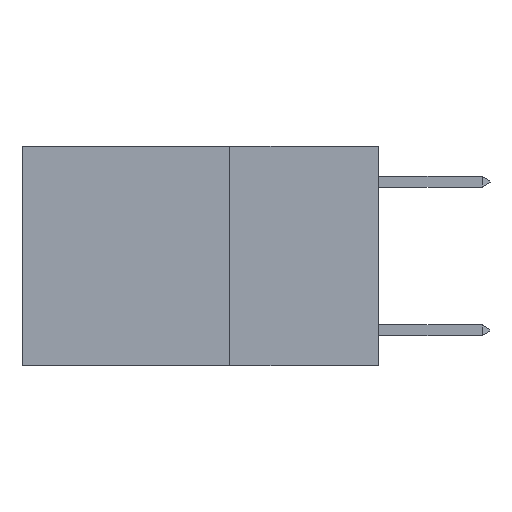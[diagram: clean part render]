
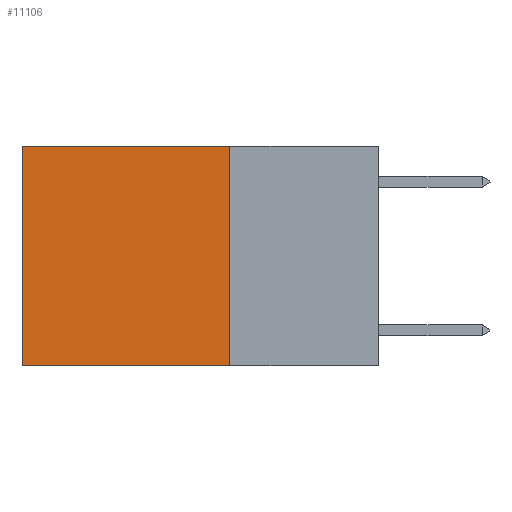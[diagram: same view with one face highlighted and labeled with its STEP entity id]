
A CAD part, left-side view. The second image highlights one B-rep face of the part: STEP entity #11106.
In plain terms, the highlighted planar face has unit normal (-1, 0, 0).
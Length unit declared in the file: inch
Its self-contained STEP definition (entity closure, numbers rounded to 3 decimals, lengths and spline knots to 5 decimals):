
#129 = VERTEX_POINT ( 'NONE', #10193 ) ;
#257 = EDGE_CURVE ( 'NONE', #5055, #11164, #9835, .T. ) ;
#354 = ORIENTED_EDGE ( 'NONE', *, *, #4219, .T. ) ;
#450 = ORIENTED_EDGE ( 'NONE', *, *, #7095, .F. ) ;
#490 = ORIENTED_EDGE ( 'NONE', *, *, #257, .F. ) ;
#637 = ORIENTED_EDGE ( 'NONE', *, *, #7044, .T. ) ;
#852 = DIRECTION ( 'NONE',  ( 0., 0., -1. ) ) ;
#1390 = LINE ( 'NONE', #12318, #4007 ) ;
#1892 = VECTOR ( 'NONE', #2069, 39.37008 ) ;
#1905 = CARTESIAN_POINT ( 'NONE',  ( 0.2625, 0.25, -0.37 ) ) ;
#2069 = DIRECTION ( 'NONE',  ( 0., 0., -1. ) ) ;
#2307 = CARTESIAN_POINT ( 'NONE',  ( 0.2625, 0.6, -0.37 ) ) ;
#3229 = CARTESIAN_POINT ( 'NONE',  ( 0.2625, 0.25, 0. ) ) ;
#3833 = DIRECTION ( 'NONE',  ( 0., 0., -1. ) ) ;
#3896 = FACE_OUTER_BOUND ( 'NONE', #7158, .T. ) ;
#4007 = VECTOR ( 'NONE', #6815, 39.37008 ) ;
#4219 = EDGE_CURVE ( 'NONE', #129, #9596, #8296, .T. ) ;
#4619 = LINE ( 'NONE', #10433, #9925 ) ;
#5055 = VERTEX_POINT ( 'NONE', #3229 ) ;
#6540 = PLANE ( 'NONE',  #12173 ) ;
#6815 = DIRECTION ( 'NONE',  ( 0., 1., 0. ) ) ;
#7044 = EDGE_CURVE ( 'NONE', #5055, #129, #4619, .T. ) ;
#7095 = EDGE_CURVE ( 'NONE', #11164, #9596, #1390, .T. ) ;
#7158 = EDGE_LOOP ( 'NONE', ( #354, #450, #490, #637 ) ) ;
#7641 = DIRECTION ( 'NONE',  ( 0., 1., 0. ) ) ;
#7665 = CARTESIAN_POINT ( 'NONE',  ( 0.2625, 0.6, 0. ) ) ;
#8296 = LINE ( 'NONE', #7665, #10461 ) ;
#9499 = DIRECTION ( 'NONE',  ( 1., 0., 0. ) ) ;
#9596 = VERTEX_POINT ( 'NONE', #2307 ) ;
#9835 = LINE ( 'NONE', #10894, #1892 ) ;
#9925 = VECTOR ( 'NONE', #7641, 39.37008 ) ;
#10193 = CARTESIAN_POINT ( 'NONE',  ( 0.2625, 0.6, 0. ) ) ;
#10231 = CARTESIAN_POINT ( 'NONE',  ( 0.2625, 0.25, 0. ) ) ;
#10433 = CARTESIAN_POINT ( 'NONE',  ( 0.2625, 0.25, 0. ) ) ;
#10461 = VECTOR ( 'NONE', #852, 39.37008 ) ;
#10894 = CARTESIAN_POINT ( 'NONE',  ( 0.2625, 0.25, 0. ) ) ;
#11106 = ADVANCED_FACE ( 'NONE', ( #3896 ), #6540, .F. ) ;
#11164 = VERTEX_POINT ( 'NONE', #1905 ) ;
#12173 = AXIS2_PLACEMENT_3D ( 'NONE', #10231, #9499, #3833 ) ;
#12318 = CARTESIAN_POINT ( 'NONE',  ( 0.2625, 0.25, -0.37 ) ) ;
